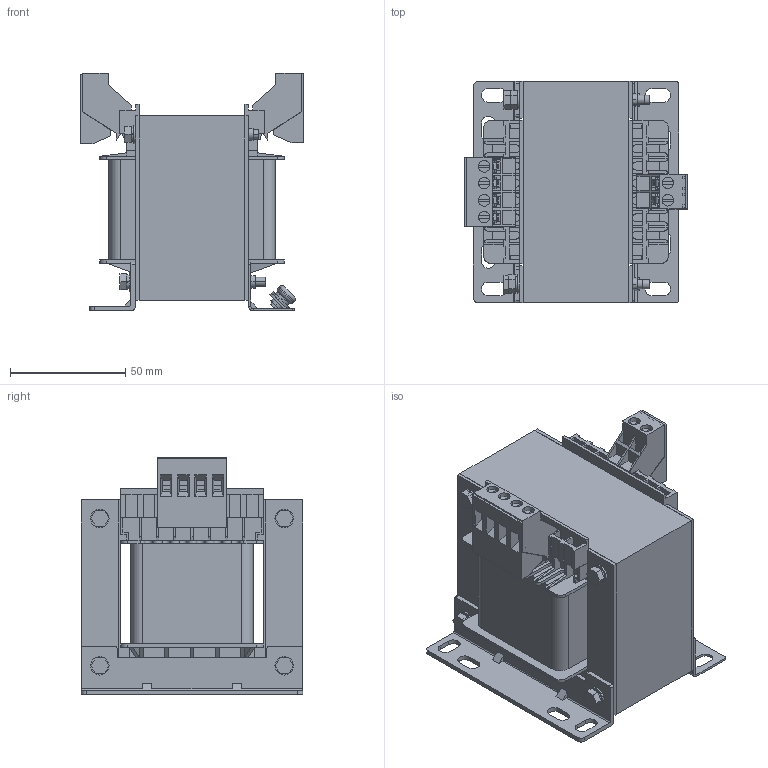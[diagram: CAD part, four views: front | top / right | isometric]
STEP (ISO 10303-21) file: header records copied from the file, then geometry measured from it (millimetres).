
FILE_DESCRIPTION((''),'2;1');
FILE_NAME('160_ASM_ASM','2024-07-10T13:23:55',('yanyan'),(''),'CREO PARAMETRIC BY PTC INC, 2020044','CREO PARAMETRIC BY PTC INC, 2020044','');
FILE_SCHEMA(('CONFIG_CONTROL_DESIGN','SHAPE_APPEARANCE_LAYERS_GROUPS'));
Length unit declared in the file: millimetre
Products named in the file (1): 160_ASM_ASM
Bounding box: 96.8 x 96 x 103 mm (x, y, z)
Surface area: 122286.7 mm2 (no closed solid volume)
Topology: 0 solids, 49 shells, 1687 faces, 4589 edges, 2965 vertices
Faces by surface type: plane 1404, cylinder 279, torus 4
Entity records: 52795 total; most frequent: CARTESIAN_POINT 9556, ORIENTED_EDGE 9150, DIRECTION 8515, EDGE_CURVE 4589, VECTOR 3871, LINE 3871, VERTEX_POINT 2965, AXIS2_PLACEMENT_3D 2322
